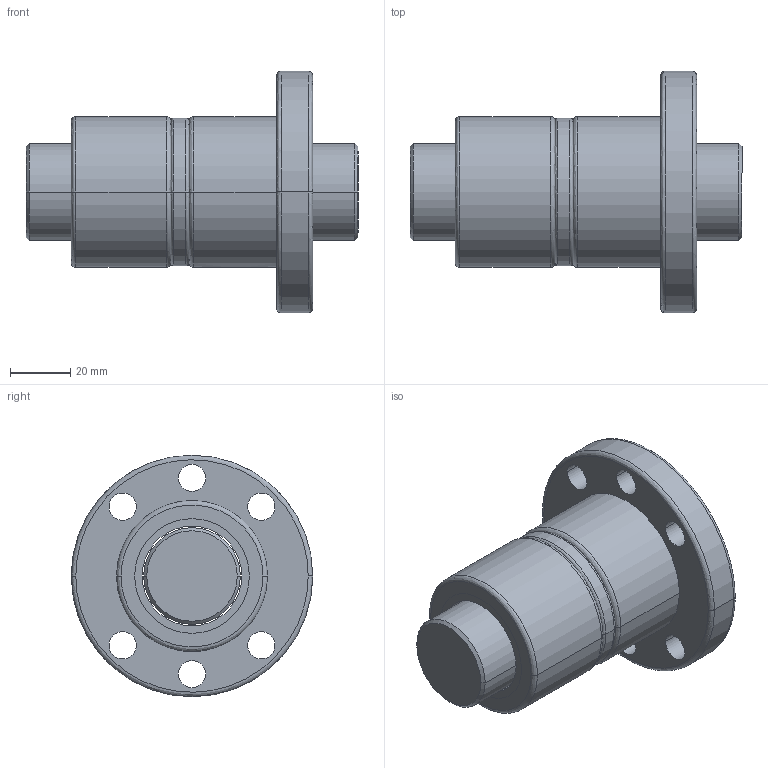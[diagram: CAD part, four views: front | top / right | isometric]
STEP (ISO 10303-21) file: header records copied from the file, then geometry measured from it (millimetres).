
FILE_DESCRIPTION (( 'STEP AP203' ), '1' );
FILE_NAME ('DFU03204.STEP', '2019-04-03T11:49:48', ( '' ), ( '' ), 'SwSTEP 2.0', 'SolidWorks 2015', '' );
FILE_SCHEMA (( 'CONFIG_CONTROL_DESIGN' ));
Length unit declared in the file: millimetre
Products named in the file (1): DFU03204
Bounding box: 110 x 80 x 80 mm (x, y, z)
Volume: 208177.8 mm3; surface area: 51326.7 mm2
Topology: 6 solids, 6 shells, 703 faces, 1942 edges, 1289 vertices
Faces by surface type: plane 610, cylinder 54, bspline 35, cone 4
Entity records: 24545 total; most frequent: CARTESIAN_POINT 8034, ORIENTED_EDGE 3884, DIRECTION 2859, EDGE_CURVE 1942, VERTEX_POINT 1289, LINE 1281, VECTOR 1281, AXIS2_PLACEMENT_3D 789
